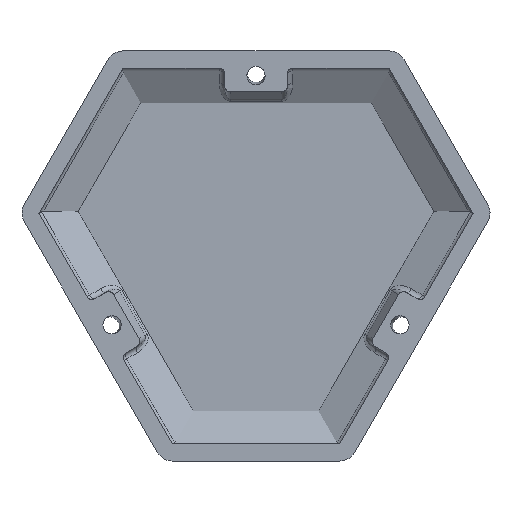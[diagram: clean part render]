
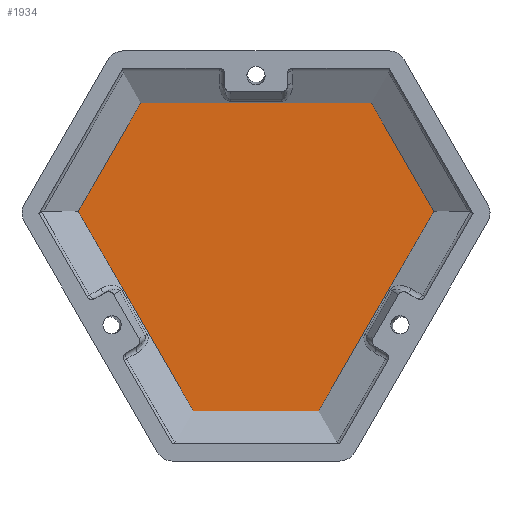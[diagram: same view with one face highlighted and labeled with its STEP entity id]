
A CAD part, top view. The second image highlights one B-rep face of the part: STEP entity #1934.
In plain terms, the highlighted planar face has unit normal (0, 0, 1).
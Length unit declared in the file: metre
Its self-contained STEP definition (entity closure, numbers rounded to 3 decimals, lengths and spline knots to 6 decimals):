
#109=PLANE('',#2095);
#341=ORIENTED_EDGE('',*,*,#941,.F.);
#342=ORIENTED_EDGE('',*,*,#942,.T.);
#343=ORIENTED_EDGE('',*,*,#943,.T.);
#344=ORIENTED_EDGE('',*,*,#944,.T.);
#345=ORIENTED_EDGE('',*,*,#945,.F.);
#346=ORIENTED_EDGE('',*,*,#946,.F.);
#941=EDGE_CURVE('',#1241,#1242,#1384,.T.);
#942=EDGE_CURVE('',#1241,#1243,#1385,.T.);
#943=EDGE_CURVE('',#1243,#1244,#1386,.T.);
#944=EDGE_CURVE('',#1244,#1245,#1387,.T.);
#945=EDGE_CURVE('',#1246,#1245,#1388,.T.);
#946=EDGE_CURVE('',#1242,#1246,#1389,.T.);
#1241=VERTEX_POINT('',#3135);
#1242=VERTEX_POINT('',#3136);
#1243=VERTEX_POINT('',#3138);
#1244=VERTEX_POINT('',#3140);
#1245=VERTEX_POINT('',#3142);
#1246=VERTEX_POINT('',#3144);
#1384=LINE('',#3134,#1510);
#1385=LINE('',#3137,#1511);
#1386=LINE('',#3139,#1512);
#1387=LINE('',#3141,#1513);
#1388=LINE('',#3143,#1514);
#1389=LINE('',#3145,#1515);
#1510=VECTOR('',#2413,1.);
#1511=VECTOR('',#2414,1.);
#1512=VECTOR('',#2415,1.);
#1513=VECTOR('',#2416,1.);
#1514=VECTOR('',#2417,1.);
#1515=VECTOR('',#2418,1.);
#1606=EDGE_LOOP('',(#341,#342,#343,#344,#345,#346));
#1742=FACE_BOUND('',#1606,.T.);
#1934=ADVANCED_FACE('',(#1742),#109,.T.);
#2095=AXIS2_PLACEMENT_3D('',#3133,#2411,#2412);
#2411=DIRECTION('',(0.,0.,1.));
#2412=DIRECTION('',(1.,0.,0.));
#2413=DIRECTION('',(-0.5,0.866,0.));
#2414=DIRECTION('',(1.,0.,0.));
#2415=DIRECTION('',(0.5,0.866,0.));
#2416=DIRECTION('',(-0.5,0.866,0.));
#2417=DIRECTION('',(1.,0.,0.));
#2418=DIRECTION('',(0.5,0.866,0.));
#3133=CARTESIAN_POINT('',(0.,-0.002679,-0.002));
#3134=CARTESIAN_POINT('',(-0.020035,-0.014246,-0.002));
#3135=CARTESIAN_POINT('',(-0.011036,-0.029833,-0.002));
#3136=CARTESIAN_POINT('',(-0.031354,0.005359,-0.002));
#3137=CARTESIAN_POINT('',(0.,-0.029833,-0.002));
#3138=CARTESIAN_POINT('',(0.011036,-0.029833,-0.002));
#3139=CARTESIAN_POINT('',(0.020035,-0.014246,-0.002));
#3140=CARTESIAN_POINT('',(0.031354,0.005359,-0.002));
#3141=CARTESIAN_POINT('',(0.026996,0.012907,-0.002));
#3142=CARTESIAN_POINT('',(0.020318,0.024474,-0.002));
#3143=CARTESIAN_POINT('',(0.,0.024474,-0.002));
#3144=CARTESIAN_POINT('',(-0.020318,0.024474,-0.002));
#3145=CARTESIAN_POINT('',(-0.026996,0.012907,-0.002));
